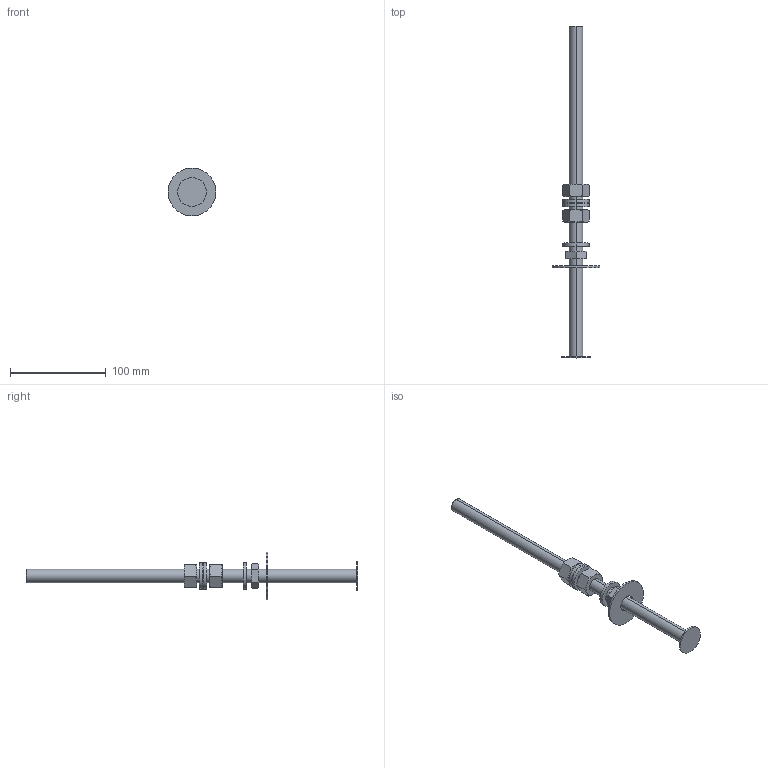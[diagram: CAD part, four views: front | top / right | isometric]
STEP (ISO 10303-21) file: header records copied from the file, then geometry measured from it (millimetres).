
FILE_DESCRIPTION(('CoCreate Modeling STEP Export'),'2;1');
FILE_NAME('5408973.stp','2017-05-12T 7:53:29',(''),(''),'CoCreate Modeling STEP processor for AP214 (Solid Model)','CoCreate Modeling 16.00B 02-Dec-2008 (C) Parametric Technology GmbH','');
FILE_SCHEMA(('AUTOMOTIVE_DESIGN { 1 0 10303 214 1 1 1 1 }'));
Length unit declared in the file: millimetre
Products named in the file (6): Federring_DIN_127-A17.2; Scheibe; Mutter_M_16_DIN_934; Mutter_M_M16_DIN_936; Gewinde345; Gewindestange-345.1
Assembly tree (8 placements, depth 2):
  Gewindestange-345.1
    Gewinde345
    Federring_DIN_127-A17.2  x3
    Mutter_M_16_DIN_934  x2
    Mutter_M_M16_DIN_936
    Scheibe
Bounding box: 50 x 346.5 x 50 mm (x, y, z)
Volume: 72238.1 mm3; surface area: 30195.5 mm2
Topology: 8 solids, 8 shells, 107 faces, 237 edges, 147 vertices
Faces by surface type: plane 41, cone 38, cylinder 26, torus 2
Entity records: 3490 total; most frequent: CARTESIAN_POINT 2003, ORIENTED_EDGE 306, DIRECTION 184, EDGE_CURVE 153, VERTEX_POINT 95, AXIS2_PLACEMENT_3D 76, EDGE_LOOP 76, FACE_OUTER_BOUND 69
